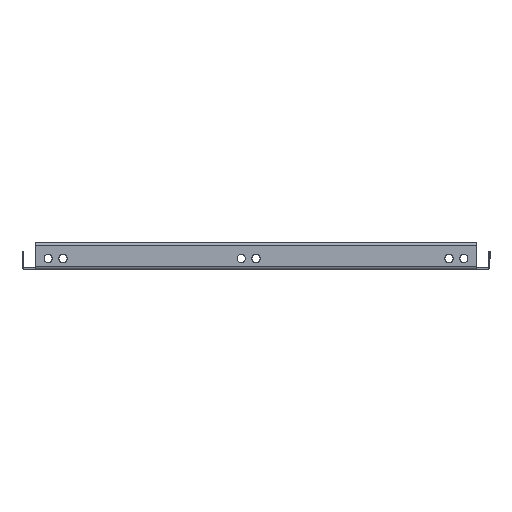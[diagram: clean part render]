
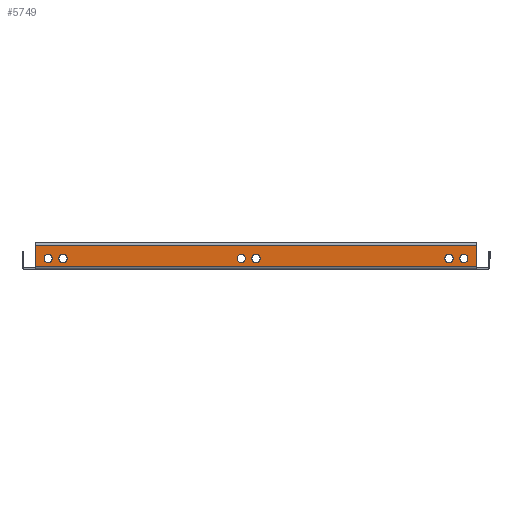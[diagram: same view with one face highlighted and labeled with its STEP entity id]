
A CAD part, left-side view. The second image highlights one B-rep face of the part: STEP entity #5749.
In plain terms, the highlighted planar face has unit normal (-1, 0, 0).
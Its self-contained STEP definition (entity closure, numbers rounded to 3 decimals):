
#30 = CARTESIAN_POINT ( 'NONE',  ( -253.2, 12.5, 11.25 ) ) ;
#73 = CARTESIAN_POINT ( 'NONE',  ( -253.2, 12.5, 7.8 ) ) ;
#74 = EDGE_CURVE ( 'NONE', #7024, #4551, #4299, .T. ) ;
#129 = EDGE_CURVE ( 'NONE', #2949, #5295, #2699, .T. ) ;
#213 = VERTEX_POINT ( 'NONE', #4975 ) ;
#236 = EDGE_LOOP ( 'NONE', ( #4222, #1713 ) ) ;
#253 = DIRECTION ( 'NONE',  ( 1., 0., 0. ) ) ;
#259 = DIRECTION ( 'NONE',  ( 1., 0., 0. ) ) ;
#358 = EDGE_CURVE ( 'NONE', #5010, #6455, #645, .T. ) ;
#364 = EDGE_LOOP ( 'NONE', ( #6616, #790 ) ) ;
#435 = AXIS2_PLACEMENT_3D ( 'NONE', #73, #4281, #706 ) ;
#581 = CARTESIAN_POINT ( 'NONE',  ( -253.2, -162.5, 4.35 ) ) ;
#645 = LINE ( 'NONE', #5322, #7034 ) ;
#706 = DIRECTION ( 'NONE',  ( 0., 0., -1. ) ) ;
#790 = ORIENTED_EDGE ( 'NONE', *, *, #4605, .T. ) ;
#826 = CIRCLE ( 'NONE', #2747, 3.45 ) ;
#838 = DIRECTION ( 'NONE',  ( 0., -1., 0. ) ) ;
#892 = CIRCLE ( 'NONE', #2551, 3.45 ) ;
#933 = FACE_BOUND ( 'NONE', #236, .T. ) ;
#1016 = EDGE_CURVE ( 'NONE', #1754, #5010, #2777, .T. ) ;
#1062 = EDGE_CURVE ( 'NONE', #5159, #7415, #826, .T. ) ;
#1065 = PLANE ( 'NONE',  #2515 ) ;
#1092 = DIRECTION ( 'NONE',  ( 1., 0., 0. ) ) ;
#1189 = EDGE_CURVE ( 'NONE', #2785, #2088, #5301, .T. ) ;
#1377 = DIRECTION ( 'NONE',  ( 0., 1., 0. ) ) ;
#1460 = DIRECTION ( 'NONE',  ( 0., 0., -1. ) ) ;
#1473 = AXIS2_PLACEMENT_3D ( 'NONE', #7758, #4065, #4120 ) ;
#1495 = FACE_BOUND ( 'NONE', #1671, .T. ) ;
#1545 = DIRECTION ( 'NONE',  ( 1., 0., 0. ) ) ;
#1599 = CARTESIAN_POINT ( 'NONE',  ( -253.2, 185.8, 1. ) ) ;
#1604 = CARTESIAN_POINT ( 'NONE',  ( -253.2, 162.5, 11.25 ) ) ;
#1639 = AXIS2_PLACEMENT_3D ( 'NONE', #5079, #253, #5696 ) ;
#1651 = AXIS2_PLACEMENT_3D ( 'NONE', #2177, #1545, #5747 ) ;
#1671 = EDGE_LOOP ( 'NONE', ( #3001, #2046 ) ) ;
#1713 = ORIENTED_EDGE ( 'NONE', *, *, #1062, .T. ) ;
#1754 = VERTEX_POINT ( 'NONE', #1599 ) ;
#1756 = EDGE_CURVE ( 'NONE', #3811, #7214, #2864, .T. ) ;
#1847 = EDGE_LOOP ( 'NONE', ( #4391, #7790, #2983, #5738 ) ) ;
#2037 = EDGE_CURVE ( 'NONE', #2088, #2785, #2952, .T. ) ;
#2046 = ORIENTED_EDGE ( 'NONE', *, *, #5706, .T. ) ;
#2088 = VERTEX_POINT ( 'NONE', #1604 ) ;
#2163 = CARTESIAN_POINT ( 'NONE',  ( -253.2, -175., 4.35 ) ) ;
#2177 = CARTESIAN_POINT ( 'NONE',  ( -253.2, 162.5, 7.8 ) ) ;
#2215 = DIRECTION ( 'NONE',  ( -1., 0., 0. ) ) ;
#2275 = DIRECTION ( 'NONE',  ( 0., 0., -1. ) ) ;
#2465 = EDGE_CURVE ( 'NONE', #213, #6391, #892, .T. ) ;
#2510 = CARTESIAN_POINT ( 'NONE',  ( -253.2, 162.5, 4.35 ) ) ;
#2515 = AXIS2_PLACEMENT_3D ( 'NONE', #2838, #2215, #5300 ) ;
#2528 = CARTESIAN_POINT ( 'NONE',  ( -253.2, 175., 7.8 ) ) ;
#2551 = AXIS2_PLACEMENT_3D ( 'NONE', #2528, #6117, #6738 ) ;
#2629 = CIRCLE ( 'NONE', #5679, 3.45 ) ;
#2699 = CIRCLE ( 'NONE', #1639, 3.45 ) ;
#2747 = AXIS2_PLACEMENT_3D ( 'NONE', #3440, #5236, #5859 ) ;
#2777 = LINE ( 'NONE', #3336, #5506 ) ;
#2785 = VERTEX_POINT ( 'NONE', #2510 ) ;
#2833 = DIRECTION ( 'NONE',  ( 0., 0., 1. ) ) ;
#2838 = CARTESIAN_POINT ( 'NONE',  ( -253.2, 0., 0. ) ) ;
#2864 = CIRCLE ( 'NONE', #6312, 3.45 ) ;
#2949 = VERTEX_POINT ( 'NONE', #3158 ) ;
#2952 = CIRCLE ( 'NONE', #1651, 3.45 ) ;
#2983 = ORIENTED_EDGE ( 'NONE', *, *, #358, .T. ) ;
#3001 = ORIENTED_EDGE ( 'NONE', *, *, #1756, .T. ) ;
#3058 = CARTESIAN_POINT ( 'NONE',  ( -253.2, 185.8, 18.8 ) ) ;
#3070 = EDGE_LOOP ( 'NONE', ( #7825, #4401 ) ) ;
#3092 = CARTESIAN_POINT ( 'NONE',  ( -253.2, 12.5, 4.35 ) ) ;
#3158 = CARTESIAN_POINT ( 'NONE',  ( -253.2, 0., 11.25 ) ) ;
#3168 = CARTESIAN_POINT ( 'NONE',  ( -253.2, 185.8, 0. ) ) ;
#3177 = AXIS2_PLACEMENT_3D ( 'NONE', #7847, #3537, #5410 ) ;
#3336 = CARTESIAN_POINT ( 'NONE',  ( -253.2, 0., 1. ) ) ;
#3440 = CARTESIAN_POINT ( 'NONE',  ( -253.2, -175., 7.8 ) ) ;
#3456 = AXIS2_PLACEMENT_3D ( 'NONE', #3575, #3523, #5349 ) ;
#3516 = DIRECTION ( 'NONE',  ( 1., 0., 0. ) ) ;
#3523 = DIRECTION ( 'NONE',  ( 1., 0., 0. ) ) ;
#3537 = DIRECTION ( 'NONE',  ( 1., 0., 0. ) ) ;
#3560 = CARTESIAN_POINT ( 'NONE',  ( -253.2, 0., 4.35 ) ) ;
#3575 = CARTESIAN_POINT ( 'NONE',  ( -253.2, 162.5, 7.8 ) ) ;
#3594 = LINE ( 'NONE', #6675, #7374 ) ;
#3610 = CARTESIAN_POINT ( 'NONE',  ( -253.2, -185.8, 1. ) ) ;
#3762 = EDGE_CURVE ( 'NONE', #5295, #2949, #4239, .T. ) ;
#3795 = CARTESIAN_POINT ( 'NONE',  ( -253.2, -162.5, 11.25 ) ) ;
#3811 = VERTEX_POINT ( 'NONE', #581 ) ;
#3817 = EDGE_CURVE ( 'NONE', #6455, #5802, #3594, .T. ) ;
#3859 = EDGE_CURVE ( 'NONE', #5802, #1754, #4426, .T. ) ;
#4065 = DIRECTION ( 'NONE',  ( 1., 0., 0. ) ) ;
#4120 = DIRECTION ( 'NONE',  ( 0., 0., -1. ) ) ;
#4136 = DIRECTION ( 'NONE',  ( 0., 0., -1. ) ) ;
#4210 = FACE_BOUND ( 'NONE', #4275, .T. ) ;
#4222 = ORIENTED_EDGE ( 'NONE', *, *, #5442, .T. ) ;
#4239 = CIRCLE ( 'NONE', #3177, 3.45 ) ;
#4275 = EDGE_LOOP ( 'NONE', ( #6837, #4920 ) ) ;
#4281 = DIRECTION ( 'NONE',  ( 1., 0., 0. ) ) ;
#4299 = CIRCLE ( 'NONE', #435, 3.45 ) ;
#4303 = CIRCLE ( 'NONE', #1473, 3.45 ) ;
#4391 = ORIENTED_EDGE ( 'NONE', *, *, #3859, .T. ) ;
#4401 = ORIENTED_EDGE ( 'NONE', *, *, #4402, .T. ) ;
#4402 = EDGE_CURVE ( 'NONE', #4551, #7024, #5641, .T. ) ;
#4426 = LINE ( 'NONE', #3168, #6200 ) ;
#4551 = VERTEX_POINT ( 'NONE', #30 ) ;
#4605 = EDGE_CURVE ( 'NONE', #6391, #213, #2629, .T. ) ;
#4713 = AXIS2_PLACEMENT_3D ( 'NONE', #4751, #3516, #7801 ) ;
#4751 = CARTESIAN_POINT ( 'NONE',  ( -253.2, 12.5, 7.8 ) ) ;
#4862 = CIRCLE ( 'NONE', #6694, 3.45 ) ;
#4920 = ORIENTED_EDGE ( 'NONE', *, *, #2037, .T. ) ;
#4975 = CARTESIAN_POINT ( 'NONE',  ( -253.2, 175., 4.35 ) ) ;
#5010 = VERTEX_POINT ( 'NONE', #3610 ) ;
#5079 = CARTESIAN_POINT ( 'NONE',  ( -253.2, 0., 7.8 ) ) ;
#5132 = FACE_OUTER_BOUND ( 'NONE', #1847, .T. ) ;
#5159 = VERTEX_POINT ( 'NONE', #7006 ) ;
#5236 = DIRECTION ( 'NONE',  ( 1., 0., 0. ) ) ;
#5295 = VERTEX_POINT ( 'NONE', #3560 ) ;
#5300 = DIRECTION ( 'NONE',  ( 0., 0., 1. ) ) ;
#5301 = CIRCLE ( 'NONE', #3456, 3.45 ) ;
#5322 = CARTESIAN_POINT ( 'NONE',  ( -253.2, -185.8, 0. ) ) ;
#5349 = DIRECTION ( 'NONE',  ( 0., 0., -1. ) ) ;
#5410 = DIRECTION ( 'NONE',  ( 0., 0., -1. ) ) ;
#5442 = EDGE_CURVE ( 'NONE', #7415, #5159, #4862, .T. ) ;
#5506 = VECTOR ( 'NONE', #838, 1000. ) ;
#5524 = FACE_BOUND ( 'NONE', #364, .T. ) ;
#5563 = DIRECTION ( 'NONE',  ( 0., 0., -1. ) ) ;
#5641 = CIRCLE ( 'NONE', #4713, 3.45 ) ;
#5675 = CARTESIAN_POINT ( 'NONE',  ( -253.2, -162.5, 7.8 ) ) ;
#5679 = AXIS2_PLACEMENT_3D ( 'NONE', #7181, #6546, #4136 ) ;
#5696 = DIRECTION ( 'NONE',  ( 0., 0., -1. ) ) ;
#5706 = EDGE_CURVE ( 'NONE', #7214, #3811, #4303, .T. ) ;
#5738 = ORIENTED_EDGE ( 'NONE', *, *, #3817, .T. ) ;
#5747 = DIRECTION ( 'NONE',  ( 0., 0., -1. ) ) ;
#5749 = ADVANCED_FACE ( 'NONE', ( #6083, #7533, #5524, #1495, #4210, #933, #5132 ), #1065, .T. ) ;
#5802 = VERTEX_POINT ( 'NONE', #3058 ) ;
#5859 = DIRECTION ( 'NONE',  ( 0., 0., -1. ) ) ;
#5981 = CARTESIAN_POINT ( 'NONE',  ( -253.2, -185.8, 18.8 ) ) ;
#6083 = FACE_BOUND ( 'NONE', #3070, .T. ) ;
#6117 = DIRECTION ( 'NONE',  ( 1., 0., 0. ) ) ;
#6200 = VECTOR ( 'NONE', #5563, 1000. ) ;
#6297 = ORIENTED_EDGE ( 'NONE', *, *, #129, .T. ) ;
#6312 = AXIS2_PLACEMENT_3D ( 'NONE', #5675, #1092, #2275 ) ;
#6391 = VERTEX_POINT ( 'NONE', #7267 ) ;
#6455 = VERTEX_POINT ( 'NONE', #5981 ) ;
#6512 = EDGE_LOOP ( 'NONE', ( #6761, #6297 ) ) ;
#6546 = DIRECTION ( 'NONE',  ( 1., 0., 0. ) ) ;
#6616 = ORIENTED_EDGE ( 'NONE', *, *, #2465, .T. ) ;
#6675 = CARTESIAN_POINT ( 'NONE',  ( -253.2, 0., 18.8 ) ) ;
#6694 = AXIS2_PLACEMENT_3D ( 'NONE', #6816, #259, #1460 ) ;
#6738 = DIRECTION ( 'NONE',  ( 0., 0., -1. ) ) ;
#6761 = ORIENTED_EDGE ( 'NONE', *, *, #3762, .T. ) ;
#6816 = CARTESIAN_POINT ( 'NONE',  ( -253.2, -175., 7.8 ) ) ;
#6837 = ORIENTED_EDGE ( 'NONE', *, *, #1189, .T. ) ;
#7006 = CARTESIAN_POINT ( 'NONE',  ( -253.2, -175., 11.25 ) ) ;
#7024 = VERTEX_POINT ( 'NONE', #3092 ) ;
#7034 = VECTOR ( 'NONE', #2833, 1000. ) ;
#7181 = CARTESIAN_POINT ( 'NONE',  ( -253.2, 175., 7.8 ) ) ;
#7214 = VERTEX_POINT ( 'NONE', #3795 ) ;
#7267 = CARTESIAN_POINT ( 'NONE',  ( -253.2, 175., 11.25 ) ) ;
#7374 = VECTOR ( 'NONE', #1377, 1000. ) ;
#7415 = VERTEX_POINT ( 'NONE', #2163 ) ;
#7533 = FACE_BOUND ( 'NONE', #6512, .T. ) ;
#7758 = CARTESIAN_POINT ( 'NONE',  ( -253.2, -162.5, 7.8 ) ) ;
#7790 = ORIENTED_EDGE ( 'NONE', *, *, #1016, .T. ) ;
#7801 = DIRECTION ( 'NONE',  ( 0., 0., -1. ) ) ;
#7825 = ORIENTED_EDGE ( 'NONE', *, *, #74, .T. ) ;
#7847 = CARTESIAN_POINT ( 'NONE',  ( -253.2, 0., 7.8 ) ) ;
